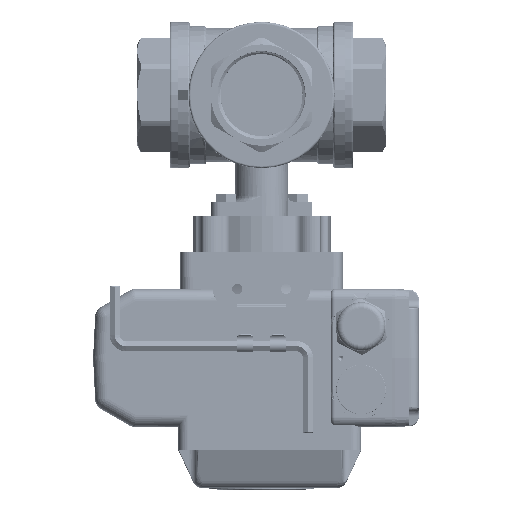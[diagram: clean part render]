
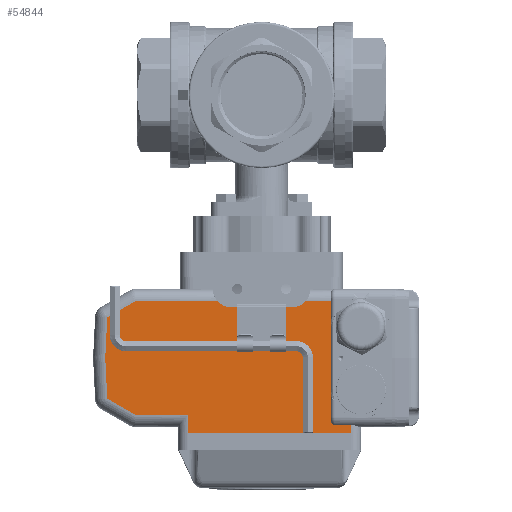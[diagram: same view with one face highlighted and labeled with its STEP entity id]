
A CAD part, front view. The second image highlights one B-rep face of the part: STEP entity #54844.
In plain terms, the highlighted planar face has unit normal (0, -1, 0).
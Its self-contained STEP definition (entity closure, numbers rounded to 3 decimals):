
#1137=LINE('',#80064,#5879);
#1142=LINE('',#80099,#5884);
#1544=LINE('',#82004,#6286);
#1545=LINE('',#82006,#6287);
#1546=LINE('',#82011,#6288);
#1547=LINE('',#82015,#6289);
#1548=LINE('',#82017,#6290);
#1549=LINE('',#82019,#6291);
#1550=LINE('',#82021,#6292);
#1551=LINE('',#82023,#6293);
#1552=LINE('',#82025,#6294);
#1553=LINE('',#82026,#6295);
#1554=LINE('',#82036,#6296);
#1555=LINE('',#82038,#6297);
#1556=LINE('',#82040,#6298);
#5879=VECTOR('',#63902,1000.);
#5884=VECTOR('',#63935,1000.);
#6286=VECTOR('',#65873,1000.);
#6287=VECTOR('',#65876,1000.);
#6288=VECTOR('',#65879,1000.);
#6289=VECTOR('',#65882,1000.);
#6290=VECTOR('',#65883,1000.);
#6291=VECTOR('',#65884,1000.);
#6292=VECTOR('',#65885,1000.);
#6293=VECTOR('',#65886,1000.);
#6294=VECTOR('',#65887,1000.);
#6295=VECTOR('',#65888,1000.);
#6296=VECTOR('',#65889,1000.);
#6297=VECTOR('',#65890,1000.);
#6298=VECTOR('',#65891,1000.);
#11028=CIRCLE('',#58913,9.);
#11029=CIRCLE('',#58914,9.);
#13074=PLANE('',#58912);
#16487=ORIENTED_EDGE('',*,*,#32359,.T.);
#16488=ORIENTED_EDGE('',*,*,#32360,.F.);
#16489=ORIENTED_EDGE('',*,*,#32361,.F.);
#16490=ORIENTED_EDGE('',*,*,#32362,.F.);
#16491=ORIENTED_EDGE('',*,*,#32363,.T.);
#16492=ORIENTED_EDGE('',*,*,#32364,.T.);
#16493=ORIENTED_EDGE('',*,*,#32365,.T.);
#16494=ORIENTED_EDGE('',*,*,#32366,.T.);
#16495=ORIENTED_EDGE('',*,*,#32367,.T.);
#16496=ORIENTED_EDGE('',*,*,#32368,.T.);
#16497=ORIENTED_EDGE('',*,*,#31466,.F.);
#16498=ORIENTED_EDGE('',*,*,#31449,.F.);
#16499=ORIENTED_EDGE('',*,*,#32358,.T.);
#16500=ORIENTED_EDGE('',*,*,#32369,.T.);
#16501=ORIENTED_EDGE('',*,*,#32370,.T.);
#16502=ORIENTED_EDGE('',*,*,#32371,.T.);
#16503=ORIENTED_EDGE('',*,*,#32372,.T.);
#16504=ORIENTED_EDGE('',*,*,#32373,.T.);
#31449=EDGE_CURVE('',#39722,#39715,#1137,.T.);
#31466=EDGE_CURVE('',#39715,#39739,#1142,.T.);
#32358=EDGE_CURVE('',#39722,#40287,#1544,.T.);
#32359=EDGE_CURVE('',#40288,#40289,#1545,.T.);
#32360=EDGE_CURVE('',#40290,#40289,#11028,.T.);
#32361=EDGE_CURVE('',#40291,#40290,#1546,.T.);
#32362=EDGE_CURVE('',#40292,#40291,#11029,.T.);
#32363=EDGE_CURVE('',#40292,#40293,#1547,.T.);
#32364=EDGE_CURVE('',#40293,#40294,#1548,.T.);
#32365=EDGE_CURVE('',#40294,#40295,#1549,.T.);
#32366=EDGE_CURVE('',#40295,#40296,#1550,.T.);
#32367=EDGE_CURVE('',#40296,#40297,#1551,.T.);
#32368=EDGE_CURVE('',#40297,#39739,#1552,.T.);
#32369=EDGE_CURVE('',#40287,#40298,#1553,.T.);
#32370=EDGE_CURVE('',#40298,#40299,#45140,.T.);
#32371=EDGE_CURVE('',#40299,#40300,#1554,.T.);
#32372=EDGE_CURVE('',#40300,#40301,#1555,.T.);
#32373=EDGE_CURVE('',#40301,#40288,#1556,.T.);
#39715=VERTEX_POINT('',#80050);
#39722=VERTEX_POINT('',#80063);
#39739=VERTEX_POINT('',#80100);
#40287=VERTEX_POINT('',#82003);
#40288=VERTEX_POINT('',#82007);
#40289=VERTEX_POINT('',#82008);
#40290=VERTEX_POINT('',#82010);
#40291=VERTEX_POINT('',#82012);
#40292=VERTEX_POINT('',#82014);
#40293=VERTEX_POINT('',#82016);
#40294=VERTEX_POINT('',#82018);
#40295=VERTEX_POINT('',#82020);
#40296=VERTEX_POINT('',#82022);
#40297=VERTEX_POINT('',#82024);
#40298=VERTEX_POINT('',#82027);
#40299=VERTEX_POINT('',#82035);
#40300=VERTEX_POINT('',#82037);
#40301=VERTEX_POINT('',#82039);
#45140=B_SPLINE_CURVE_WITH_KNOTS('',3,(#82028,#82029,#82030,#82031,#82032,
#82033,#82034),.UNSPECIFIED.,.F.,.F.,(4,1,1,1,4),(0.,
0.001,0.003,0.004,0.005),
 .UNSPECIFIED.);
#46479=EDGE_LOOP('',(#16487,#16488,#16489,#16490,#16491,#16492,#16493,#16494,
#16495,#16496,#16497,#16498,#16499,#16500,#16501,#16502,#16503,#16504));
#50206=FACE_BOUND('',#46479,.T.);
#54844=ADVANCED_FACE('',(#50206),#13074,.F.);
#58912=AXIS2_PLACEMENT_3D('',#82005,#65874,#65875);
#58913=AXIS2_PLACEMENT_3D('',#82009,#65877,#65878);
#58914=AXIS2_PLACEMENT_3D('',#82013,#65880,#65881);
#63902=DIRECTION('',(-1.,0.,0.));
#63935=DIRECTION('',(0.,0.,1.));
#65873=DIRECTION('',(0.,0.,1.));
#65874=DIRECTION('',(0.,1.,0.));
#65875=DIRECTION('',(0.,0.,1.));
#65876=DIRECTION('',(-1.,0.,0.));
#65877=DIRECTION('',(0.,-1.,0.));
#65878=DIRECTION('',(0.,0.,1.));
#65879=DIRECTION('',(1.,0.,0.));
#65880=DIRECTION('',(0.,-1.,0.));
#65881=DIRECTION('',(0.,0.,-1.));
#65882=DIRECTION('',(-1.,0.,0.));
#65883=DIRECTION('',(-0.866,0.,-0.5));
#65884=DIRECTION('',(-0.05,0.,-0.999));
#65885=DIRECTION('',(0.05,0.,-0.999));
#65886=DIRECTION('',(0.866,0.,-0.5));
#65887=DIRECTION('',(1.,0.,0.));
#65888=DIRECTION('',(-1.,0.,0.));
#65889=DIRECTION('',(0.,0.,1.));
#65890=DIRECTION('',(0.,0.,1.));
#65891=DIRECTION('',(0.,0.,1.));
#80050=CARTESIAN_POINT('',(-36.,-43.,-37.));
#80063=CARTESIAN_POINT('',(44.,-43.,-37.));
#80064=CARTESIAN_POINT('',(44.,-43.,-37.));
#80099=CARTESIAN_POINT('',(-36.,-43.,-37.));
#80100=CARTESIAN_POINT('',(-36.,-43.,-28.));
#82003=CARTESIAN_POINT('',(44.,-43.,-33.));
#82004=CARTESIAN_POINT('',(44.,-43.,-37.));
#82005=CARTESIAN_POINT('',(-62.144,-43.,-28.));
#82006=CARTESIAN_POINT('',(-62.144,-43.,28.));
#82007=CARTESIAN_POINT('',(34.,-43.,28.));
#82008=CARTESIAN_POINT('',(21.708,-43.,28.));
#82009=CARTESIAN_POINT('',(15.,-43.,34.));
#82010=CARTESIAN_POINT('',(15.,-43.,25.));
#82011=CARTESIAN_POINT('',(-15.,-43.,25.));
#82012=CARTESIAN_POINT('',(-15.,-43.,25.));
#82013=CARTESIAN_POINT('',(-15.,-43.,34.));
#82014=CARTESIAN_POINT('',(-21.708,-43.,28.));
#82015=CARTESIAN_POINT('',(-62.144,-43.,28.));
#82016=CARTESIAN_POINT('',(-62.144,-43.,28.));
#82017=CARTESIAN_POINT('',(-76.,-43.,20.));
#82018=CARTESIAN_POINT('',(-76.,-43.,20.));
#82019=CARTESIAN_POINT('',(-77.007,-43.,-0.297));
#82020=CARTESIAN_POINT('',(-76.993,-43.,0.));
#82021=CARTESIAN_POINT('',(-76.,-43.,-20.));
#82022=CARTESIAN_POINT('',(-76.,-43.,-20.));
#82023=CARTESIAN_POINT('',(-62.144,-43.,-28.));
#82024=CARTESIAN_POINT('',(-62.144,-43.,-28.));
#82025=CARTESIAN_POINT('',(-36.,-43.,-28.));
#82026=CARTESIAN_POINT('',(44.,-43.,-33.));
#82027=CARTESIAN_POINT('',(36.,-43.,-33.));
#82028=CARTESIAN_POINT('',(36.,-43.,-33.));
#82029=CARTESIAN_POINT('',(35.576,-43.,-33.));
#82030=CARTESIAN_POINT('',(34.756,-43.,-32.643));
#82031=CARTESIAN_POINT('',(34.128,-43.,-31.495));
#82032=CARTESIAN_POINT('',(33.99,-43.,-30.249));
#82033=CARTESIAN_POINT('',(34.,-43.,-29.417));
#82034=CARTESIAN_POINT('',(34.,-43.,-29.));
#82035=CARTESIAN_POINT('',(34.,-43.,-29.));
#82036=CARTESIAN_POINT('',(34.,-43.,34.));
#82037=CARTESIAN_POINT('',(34.,-43.,-20.696));
#82038=CARTESIAN_POINT('',(34.,-43.,34.));
#82039=CARTESIAN_POINT('',(34.,-43.,20.696));
#82040=CARTESIAN_POINT('',(34.,-43.,34.));
